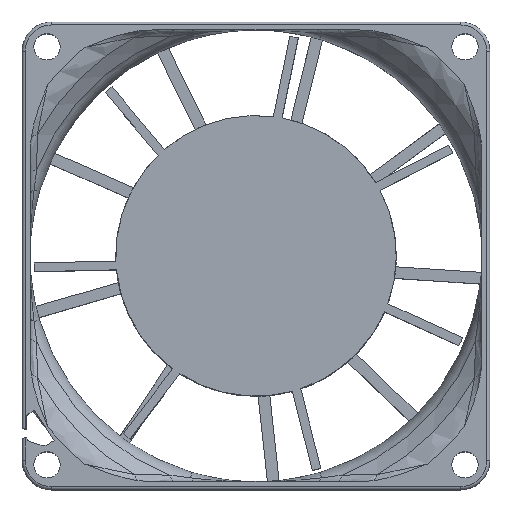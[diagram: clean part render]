
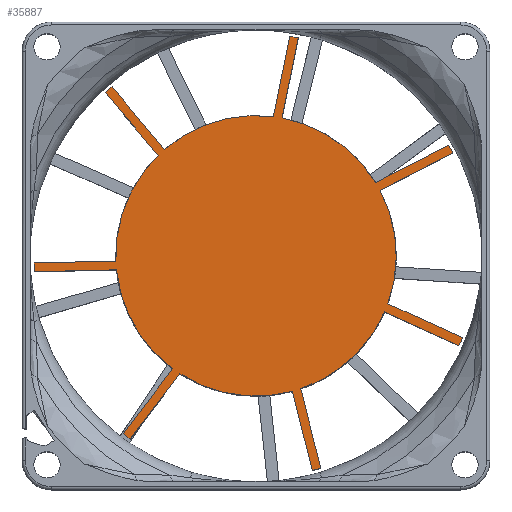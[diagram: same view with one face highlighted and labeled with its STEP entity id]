
A CAD part, top view. The second image highlights one B-rep face of the part: STEP entity #35887.
In plain terms, the highlighted planar face has unit normal (0, 0, 1).
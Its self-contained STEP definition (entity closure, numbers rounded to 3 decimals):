
#35284=CARTESIAN_POINT('',(0.,0.,39.));
#35285=DIRECTION('',(0.,0.,1.));
#35286=DIRECTION('',(-0.698,0.716,0.));
#35287=AXIS2_PLACEMENT_3D('',#35284,#35285,#35286);
#35302=CARTESIAN_POINT('',(0.,0.,39.));
#35303=DIRECTION('',(0.,0.,1.));
#35304=DIRECTION('',(-0.995,-0.1,0.));
#35305=AXIS2_PLACEMENT_3D('',#35302,#35303,#35304);
#35320=CARTESIAN_POINT('',(0.,0.,39.));
#35321=DIRECTION('',(0.,0.,1.));
#35322=DIRECTION('',(-0.542,-0.84,0.));
#35323=AXIS2_PLACEMENT_3D('',#35320,#35321,#35322);
#35338=CARTESIAN_POINT('',(0.,0.,39.));
#35339=DIRECTION('',(0.,0.,1.));
#35340=DIRECTION('',(0.319,-0.948,0.));
#35341=AXIS2_PLACEMENT_3D('',#35338,#35339,#35340);
#35356=CARTESIAN_POINT('',(0.,0.,39.));
#35357=DIRECTION('',(0.,0.,1.));
#35358=DIRECTION('',(0.94,-0.342,0.));
#35359=AXIS2_PLACEMENT_3D('',#35356,#35357,#35358);
#35374=CARTESIAN_POINT('',(0.,0.,39.));
#35375=DIRECTION('',(0.,0.,1.));
#35376=DIRECTION('',(0.853,0.522,0.));
#35377=AXIS2_PLACEMENT_3D('',#35374,#35375,#35376);
#35383=CARTESIAN_POINT('',(0.,0.,39.));
#35384=DIRECTION('',(0.,0.,1.));
#35385=DIRECTION('',(0.124,0.992,0.));
#35386=AXIS2_PLACEMENT_3D('',#35383,#35384,#35385);
#35397=DIRECTION('',(-0.2,-0.98,0.));
#35398=VECTOR('',#35397,14.036);
#35399=CARTESIAN_POINT('',(5.776,37.569,39.));
#35400=LINE('',#35399,#35398);
#35401=DIRECTION('',(-0.98,0.2,0.));
#35402=VECTOR('',#35401,1.5);
#35403=CARTESIAN_POINT('',(7.246,37.269,39.));
#35404=LINE('',#35403,#35402);
#35405=DIRECTION('',(0.2,0.98,0.));
#35406=VECTOR('',#35405,13.968);
#35407=CARTESIAN_POINT('',(4.456,23.583,39.));
#35408=LINE('',#35407,#35406);
#35409=DIRECTION('',(-0.891,-0.455,0.));
#35410=VECTOR('',#35409,14.036);
#35411=CARTESIAN_POINT('',(32.974,18.907,39.));
#35412=LINE('',#35411,#35410);
#35413=DIRECTION('',(-0.455,0.891,0.));
#35414=VECTOR('',#35413,1.5);
#35415=CARTESIAN_POINT('',(33.656,17.571,39.));
#35416=LINE('',#35415,#35414);
#35417=DIRECTION('',(0.891,0.455,0.));
#35418=VECTOR('',#35417,13.968);
#35419=CARTESIAN_POINT('',(21.216,11.219,39.));
#35420=LINE('',#35419,#35418);
#35421=DIRECTION('',(-0.911,0.413,0.));
#35422=VECTOR('',#35421,14.036);
#35423=CARTESIAN_POINT('',(35.341,-13.993,39.));
#35424=LINE('',#35423,#35422);
#35425=DIRECTION('',(0.413,0.911,0.));
#35426=VECTOR('',#35425,1.5);
#35427=CARTESIAN_POINT('',(34.721,-15.359,39.));
#35428=LINE('',#35427,#35426);
#35429=DIRECTION('',(0.911,-0.413,0.));
#35430=VECTOR('',#35429,13.968);
#35431=CARTESIAN_POINT('',(21.999,-9.593,39.));
#35432=LINE('',#35431,#35430);
#35433=DIRECTION('',(-0.245,0.969,0.));
#35434=VECTOR('',#35433,14.036);
#35435=CARTESIAN_POINT('',(11.093,-36.355,39.));
#35436=LINE('',#35435,#35434);
#35437=DIRECTION('',(0.969,0.245,0.));
#35438=VECTOR('',#35437,1.5);
#35439=CARTESIAN_POINT('',(9.639,-36.723,39.));
#35440=LINE('',#35439,#35438);
#35441=DIRECTION('',(0.245,-0.969,0.));
#35442=VECTOR('',#35441,13.968);
#35443=CARTESIAN_POINT('',(6.216,-23.181,39.));
#35444=LINE('',#35443,#35442);
#35445=DIRECTION('',(0.605,0.796,0.));
#35446=VECTOR('',#35445,14.036);
#35447=CARTESIAN_POINT('',(-21.508,-31.34,39.));
#35448=LINE('',#35447,#35446);
#35449=DIRECTION('',(0.796,-0.605,0.));
#35450=VECTOR('',#35449,1.5);
#35451=CARTESIAN_POINT('',(-22.702,-30.432,39.));
#35452=LINE('',#35451,#35450);
#35453=DIRECTION('',(-0.605,-0.796,0.));
#35454=VECTOR('',#35453,13.968);
#35455=CARTESIAN_POINT('',(-14.249,-19.312,39.));
#35456=LINE('',#35455,#35454);
#35457=DIRECTION('',(1.,0.023,0.));
#35458=VECTOR('',#35457,14.036);
#35459=CARTESIAN_POINT('',(-37.912,-2.724,39.));
#35460=LINE('',#35459,#35458);
#35461=DIRECTION('',(0.023,-1.,0.));
#35462=VECTOR('',#35461,1.5);
#35463=CARTESIAN_POINT('',(-37.947,-1.224,39.));
#35464=LINE('',#35463,#35462);
#35465=DIRECTION('',(-1.,-0.023,0.));
#35466=VECTOR('',#35465,13.968);
#35467=CARTESIAN_POINT('',(-23.983,-0.9,39.));
#35468=LINE('',#35467,#35466);
#35469=DIRECTION('',(0.641,-0.767,0.));
#35470=VECTOR('',#35469,14.036);
#35471=CARTESIAN_POINT('',(-25.767,27.944,39.));
#35472=LINE('',#35471,#35470);
#35473=DIRECTION('',(-0.767,-0.641,0.));
#35474=VECTOR('',#35473,1.5);
#35475=CARTESIAN_POINT('',(-24.616,28.906,39.));
#35476=LINE('',#35475,#35474);
#35477=DIRECTION('',(-0.641,0.767,0.));
#35478=VECTOR('',#35477,13.968);
#35479=CARTESIAN_POINT('',(-15.657,18.19,39.));
#35480=LINE('',#35479,#35478);
#35537=CARTESIAN_POINT('',(-24.616,28.906,39.));
#35538=CARTESIAN_POINT('',(-25.767,27.944,39.));
#35539=VERTEX_POINT('',#35537);
#35540=VERTEX_POINT('',#35538);
#35546=CARTESIAN_POINT('',(-15.657,18.19,39.));
#35548=VERTEX_POINT('',#35546);
#35550=CARTESIAN_POINT('',(-16.763,17.175,39.));
#35552=VERTEX_POINT('',#35550);
#35553=CARTESIAN_POINT('',(-37.947,-1.224,39.));
#35554=CARTESIAN_POINT('',(-37.912,-2.724,39.));
#35555=VERTEX_POINT('',#35553);
#35556=VERTEX_POINT('',#35554);
#35562=CARTESIAN_POINT('',(-23.983,-0.9,39.));
#35564=VERTEX_POINT('',#35562);
#35566=CARTESIAN_POINT('',(-23.88,-2.398,39.));
#35568=VERTEX_POINT('',#35566);
#35569=CARTESIAN_POINT('',(-22.702,-30.432,39.));
#35570=CARTESIAN_POINT('',(-21.508,-31.34,39.));
#35571=VERTEX_POINT('',#35569);
#35572=VERTEX_POINT('',#35570);
#35578=CARTESIAN_POINT('',(-14.249,-19.312,39.));
#35580=VERTEX_POINT('',#35578);
#35582=CARTESIAN_POINT('',(-13.013,-20.166,39.));
#35584=VERTEX_POINT('',#35582);
#35585=CARTESIAN_POINT('',(9.639,-36.723,39.));
#35586=CARTESIAN_POINT('',(11.093,-36.355,39.));
#35587=VERTEX_POINT('',#35585);
#35588=VERTEX_POINT('',#35586);
#35594=CARTESIAN_POINT('',(6.216,-23.181,39.));
#35596=VERTEX_POINT('',#35594);
#35598=CARTESIAN_POINT('',(7.653,-22.747,39.));
#35600=VERTEX_POINT('',#35598);
#35601=CARTESIAN_POINT('',(34.721,-15.359,39.));
#35602=CARTESIAN_POINT('',(35.341,-13.993,39.));
#35603=VERTEX_POINT('',#35601);
#35604=VERTEX_POINT('',#35602);
#35610=CARTESIAN_POINT('',(21.999,-9.593,39.));
#35612=VERTEX_POINT('',#35610);
#35614=CARTESIAN_POINT('',(22.556,-8.199,39.));
#35616=VERTEX_POINT('',#35614);
#35617=CARTESIAN_POINT('',(33.656,17.571,39.));
#35618=CARTESIAN_POINT('',(32.974,18.907,39.));
#35619=VERTEX_POINT('',#35617);
#35620=VERTEX_POINT('',#35618);
#35626=CARTESIAN_POINT('',(21.216,11.219,39.));
#35628=VERTEX_POINT('',#35626);
#35630=CARTESIAN_POINT('',(20.473,12.524,39.));
#35632=VERTEX_POINT('',#35630);
#35633=CARTESIAN_POINT('',(7.246,37.269,39.));
#35634=CARTESIAN_POINT('',(5.776,37.569,39.));
#35635=VERTEX_POINT('',#35633);
#35636=VERTEX_POINT('',#35634);
#35642=CARTESIAN_POINT('',(4.456,23.583,39.));
#35644=VERTEX_POINT('',#35642);
#35646=CARTESIAN_POINT('',(2.973,23.815,39.));
#35648=VERTEX_POINT('',#35646);
#35832=CARTESIAN_POINT('',(0.,0.,39.));
#35833=DIRECTION('',(0.,0.,1.));
#35834=DIRECTION('',(1.,0.,0.));
#35835=AXIS2_PLACEMENT_3D('',#35832,#35833,#35834);
#35836=PLANE('',#35835);
#35837=ORIENTED_EDGE('',*,*,#35810,.F.);
#35839=ORIENTED_EDGE('',*,*,#35838,.F.);
#35841=ORIENTED_EDGE('',*,*,#35840,.F.);
#35843=ORIENTED_EDGE('',*,*,#35842,.F.);
#35844=ORIENTED_EDGE('',*,*,#35798,.F.);
#35846=ORIENTED_EDGE('',*,*,#35845,.F.);
#35848=ORIENTED_EDGE('',*,*,#35847,.F.);
#35850=ORIENTED_EDGE('',*,*,#35849,.F.);
#35851=ORIENTED_EDGE('',*,*,#35783,.F.);
#35853=ORIENTED_EDGE('',*,*,#35852,.F.);
#35855=ORIENTED_EDGE('',*,*,#35854,.F.);
#35857=ORIENTED_EDGE('',*,*,#35856,.F.);
#35858=ORIENTED_EDGE('',*,*,#35768,.F.);
#35860=ORIENTED_EDGE('',*,*,#35859,.F.);
#35862=ORIENTED_EDGE('',*,*,#35861,.F.);
#35864=ORIENTED_EDGE('',*,*,#35863,.F.);
#35865=ORIENTED_EDGE('',*,*,#35753,.F.);
#35867=ORIENTED_EDGE('',*,*,#35866,.F.);
#35869=ORIENTED_EDGE('',*,*,#35868,.F.);
#35871=ORIENTED_EDGE('',*,*,#35870,.F.);
#35872=ORIENTED_EDGE('',*,*,#35738,.F.);
#35874=ORIENTED_EDGE('',*,*,#35873,.F.);
#35876=ORIENTED_EDGE('',*,*,#35875,.F.);
#35877=ORIENTED_EDGE('',*,*,#35824,.F.);
#35878=ORIENTED_EDGE('',*,*,#35723,.F.);
#35880=ORIENTED_EDGE('',*,*,#35879,.F.);
#35882=ORIENTED_EDGE('',*,*,#35881,.F.);
#35884=ORIENTED_EDGE('',*,*,#35883,.F.);
#35885=EDGE_LOOP('',(#35837,#35839,#35841,#35843,#35844,#35846,#35848,#35850,
#35851,#35853,#35855,#35857,#35858,#35860,#35862,#35864,#35865,#35867,#35869,
#35871,#35872,#35874,#35876,#35877,#35878,#35880,#35882,#35884));
#35886=FACE_OUTER_BOUND('',#35885,.F.);
#35887=ADVANCED_FACE('',(#35886),#35836,.T.);
#35288=CIRCLE('',#35287,24.);
#35306=CIRCLE('',#35305,24.);
#35324=CIRCLE('',#35323,24.);
#35342=CIRCLE('',#35341,24.);
#35360=CIRCLE('',#35359,24.);
#35378=CIRCLE('',#35377,24.);
#35387=CIRCLE('',#35386,24.);
#35723=EDGE_CURVE('',#35552,#35564,#35288,.T.);
#35738=EDGE_CURVE('',#35568,#35580,#35306,.T.);
#35753=EDGE_CURVE('',#35584,#35596,#35324,.T.);
#35768=EDGE_CURVE('',#35600,#35612,#35342,.T.);
#35783=EDGE_CURVE('',#35616,#35628,#35360,.T.);
#35798=EDGE_CURVE('',#35632,#35644,#35378,.T.);
#35810=EDGE_CURVE('',#35648,#35548,#35387,.T.);
#35824=EDGE_CURVE('',#35564,#35555,#35468,.T.);
#35838=EDGE_CURVE('',#35636,#35648,#35400,.T.);
#35840=EDGE_CURVE('',#35635,#35636,#35404,.T.);
#35842=EDGE_CURVE('',#35644,#35635,#35408,.T.);
#35845=EDGE_CURVE('',#35620,#35632,#35412,.T.);
#35847=EDGE_CURVE('',#35619,#35620,#35416,.T.);
#35849=EDGE_CURVE('',#35628,#35619,#35420,.T.);
#35852=EDGE_CURVE('',#35604,#35616,#35424,.T.);
#35854=EDGE_CURVE('',#35603,#35604,#35428,.T.);
#35856=EDGE_CURVE('',#35612,#35603,#35432,.T.);
#35859=EDGE_CURVE('',#35588,#35600,#35436,.T.);
#35861=EDGE_CURVE('',#35587,#35588,#35440,.T.);
#35863=EDGE_CURVE('',#35596,#35587,#35444,.T.);
#35866=EDGE_CURVE('',#35572,#35584,#35448,.T.);
#35868=EDGE_CURVE('',#35571,#35572,#35452,.T.);
#35870=EDGE_CURVE('',#35580,#35571,#35456,.T.);
#35873=EDGE_CURVE('',#35556,#35568,#35460,.T.);
#35875=EDGE_CURVE('',#35555,#35556,#35464,.T.);
#35879=EDGE_CURVE('',#35540,#35552,#35472,.T.);
#35881=EDGE_CURVE('',#35539,#35540,#35476,.T.);
#35883=EDGE_CURVE('',#35548,#35539,#35480,.T.);
